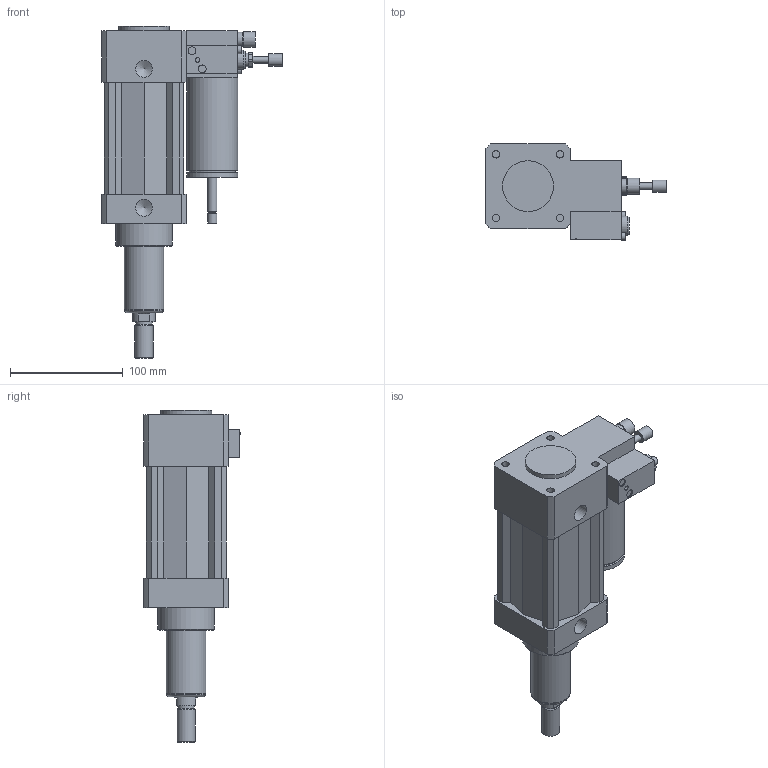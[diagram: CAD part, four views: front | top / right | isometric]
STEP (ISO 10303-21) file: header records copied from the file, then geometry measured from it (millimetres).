
FILE_DESCRIPTION((''),'2;1');
FILE_NAME('14630050A.0.D.stp','2008-04-23T17:34:27',('airolcr1'),(''),'Autodesk Inventor 2008','Autodesk Inventor 2008','');
FILE_SCHEMA(('AUTOMOTIVE_DESIGN { 1 0 10303 214 1 1 1 1 }'));
Length unit declared in the file: millimetre
Products named in the file (5): 14630050A.A.0; STELO Ø63 C 50; REGOLATORE SR; VAL ST NC OUT SR
Assembly tree (4 placements, depth 2):
  14630050A.A.0
    14630050A.A.0
    STELO Ø63 C 50
    REGOLATORE SR
    VAL ST NC OUT SR
Bounding box: 160 x 85.31 x 294 mm (x, y, z)
Volume: 1200036.3 mm3; surface area: 117137.1 mm2
Topology: 4 solids, 4 shells, 182 faces, 400 edges, 259 vertices
Faces by surface type: plane 99, cylinder 48, bspline 26, cone 8, torus 1
Full cylindrical faces by diameter (mm): 2 x1, 4 x4, 6 x1, 7 x4, 8 x2, 11 x1, 12 x1, 13 x1, 14 x1, 14.5 x1, 16 x1, 17 x1, 20 x1, 34.7 x1, 35 x2, 41 x1, 45 x3, 50 x1
Entity records: 5114 total; most frequent: CARTESIAN_POINT 1070, DIRECTION 805, ORIENTED_EDGE 680, EDGE_CURVE 340, AXIS2_PLACEMENT_3D 300, EDGE_LOOP 267, VERTEX_POINT 251, VECTOR 205
